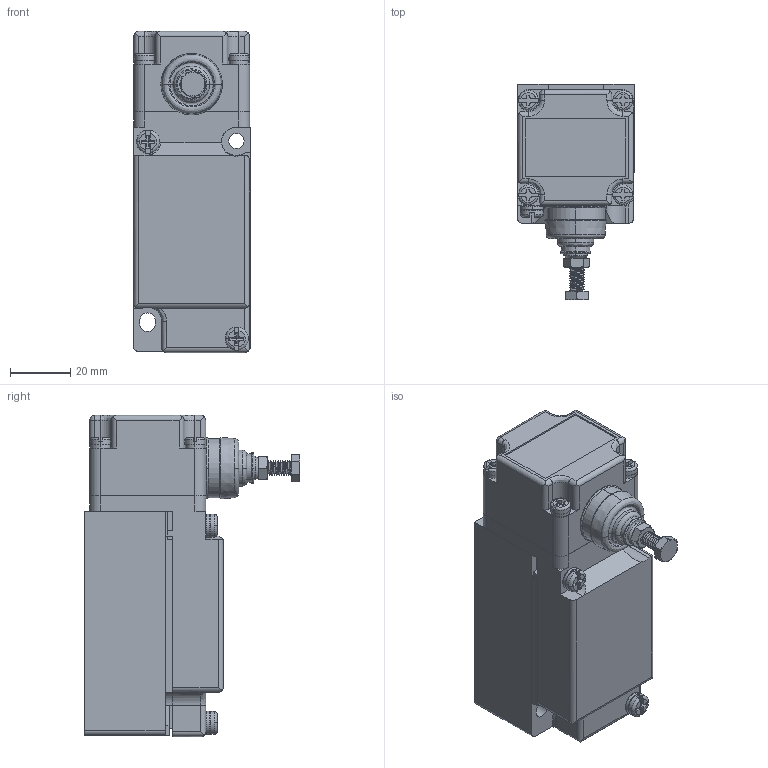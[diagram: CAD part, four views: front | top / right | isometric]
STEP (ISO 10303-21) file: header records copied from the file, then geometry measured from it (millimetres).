
FILE_DESCRIPTION (( 'STEP AP203' ), '1' );
FILE_NAME ('F25ASP2.STEP', '2016-07-20T12:59:32', ( 'Sam' ), ( 'Spade' ), 'SwSTEP 2.0', 'SolidWorks 2002296', '' );
FILE_SCHEMA (( 'CONFIG_CONTROL_DESIGN' ));
Length unit declared in the file: inch
Products named in the file (15): F25ASP2; Imported12; Imported15; Imported14; Imported13; Imported19; Imported18; Imported17; Imported16; Imported23; Imported22; Imported21; Imported20; Imported25; Imported24
Assembly tree (14 placements, depth 2):
  F25ASP2
    Imported15
    Imported24
    Imported14
    Imported18
    Imported13
    Imported19
    Imported22
    Imported17
    Imported16
    Imported20
    Imported12
    Imported23
    Imported21
    Imported25
Bounding box: 38.61 x 71.3 x 106.27 mm (x, y, z)
Volume: 167323.5 mm3; surface area: 46654.1 mm2
Topology: 14 solids, 14 shells, 831 faces, 2013 edges, 1243 vertices
Faces by surface type: cone 304, plane 259, cylinder 182, bspline 86
Entity records: 30214 total; most frequent: CARTESIAN_POINT 9873, ORIENTED_EDGE 4026, DIRECTION 3767, EDGE_CURVE 2013, AXIS2_PLACEMENT_3D 1401, VERTEX_POINT 1243, LINE 965, VECTOR 965
